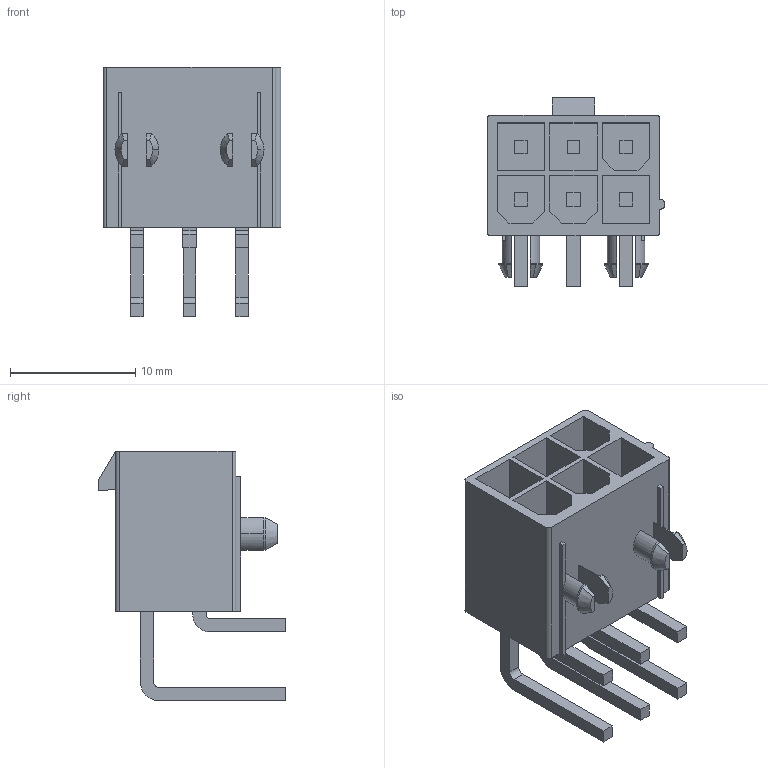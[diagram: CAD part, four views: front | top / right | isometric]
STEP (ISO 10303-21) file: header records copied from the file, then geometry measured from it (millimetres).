
FILE_DESCRIPTION (( 'STEP AP214' ), '1' );
FILE_NAME ('Minifit_6R.STEP', '2024-12-20T12:39:20', ( '' ), ( '' ), 'SwSTEP 2.0', 'SolidWorks 2022', '' );
FILE_SCHEMA (( 'AUTOMOTIVE_DESIGN' ));
Length unit declared in the file: millimetre
Products named in the file (1): Minifit_6R
Bounding box: 14.2 x 15 x 19.93 mm (x, y, z)
Volume: 1065.7 mm3; surface area: 2152.8 mm2
Topology: 1 solids, 1 shells, 195 faces, 498 edges, 325 vertices
Faces by surface type: plane 160, cylinder 29, cone 6
Entity records: 5857 total; most frequent: CARTESIAN_POINT 1043, ORIENTED_EDGE 996, DIRECTION 953, EDGE_CURVE 498, LINE 419, VECTOR 419, VERTEX_POINT 325, AXIS2_PLACEMENT_3D 267
